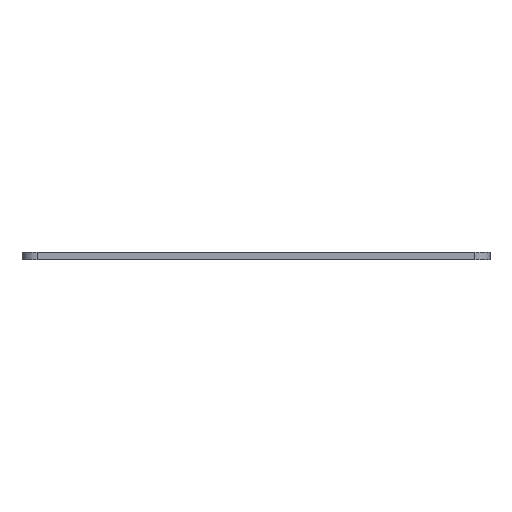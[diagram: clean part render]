
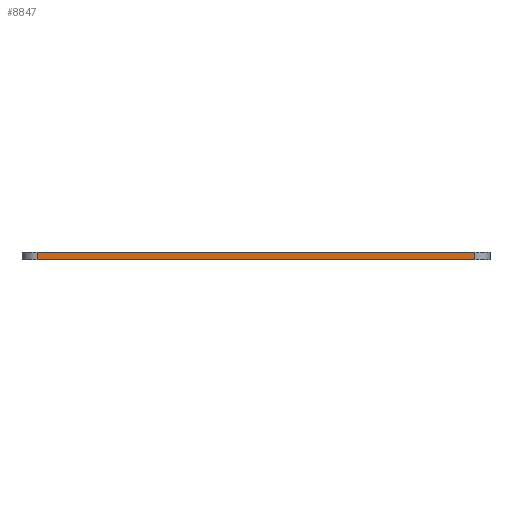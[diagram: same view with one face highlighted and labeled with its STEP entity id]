
A CAD part, front view. The second image highlights one B-rep face of the part: STEP entity #8847.
In plain terms, the highlighted planar face has unit normal (0, -1, 0).
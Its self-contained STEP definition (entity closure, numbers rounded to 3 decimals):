
#84 = PLANE('',#85);
#85 = AXIS2_PLACEMENT_3D('',#86,#87,#88);
#86 = CARTESIAN_POINT('',(85.725,-73.819,1.6));
#87 = DIRECTION('',(0.,0.,1.));
#88 = DIRECTION('',(1.,0.,0.));
#139 = PLANE('',#140);
#140 = AXIS2_PLACEMENT_3D('',#141,#142,#143);
#141 = CARTESIAN_POINT('',(85.725,-73.819,0.));
#142 = DIRECTION('',(0.,0.,1.));
#143 = DIRECTION('',(1.,0.,0.));
#172 = CYLINDRICAL_SURFACE('',#173,3.175);
#173 = AXIS2_PLACEMENT_3D('',#174,#175,#176);
#174 = CARTESIAN_POINT('',(131.763,-111.125,0.));
#175 = DIRECTION('',(0.,0.,-1.));
#176 = DIRECTION('',(1.,0.,0.));
#361 = VERTEX_POINT('',#362);
#362 = CARTESIAN_POINT('',(39.688,-114.3,0.));
#377 = CYLINDRICAL_SURFACE('',#378,3.175);
#378 = AXIS2_PLACEMENT_3D('',#379,#380,#381);
#379 = CARTESIAN_POINT('',(39.688,-111.125,0.));
#380 = DIRECTION('',(0.,0.,-1.));
#381 = DIRECTION('',(1.,0.,0.));
#389 = EDGE_CURVE('',#361,#390,#392,.T.);
#390 = VERTEX_POINT('',#391);
#391 = CARTESIAN_POINT('',(131.763,-114.3,0.));
#392 = SURFACE_CURVE('',#393,(#397,#404),.PCURVE_S1.);
#393 = LINE('',#394,#395);
#394 = CARTESIAN_POINT('',(39.688,-114.3,0.));
#395 = VECTOR('',#396,1.);
#396 = DIRECTION('',(1.,0.,0.));
#397 = PCURVE('',#139,#398);
#398 = DEFINITIONAL_REPRESENTATION('',(#399),#403);
#399 = LINE('',#400,#401);
#400 = CARTESIAN_POINT('',(-46.038,-40.481));
#401 = VECTOR('',#402,1.);
#402 = DIRECTION('',(1.,0.));
#403 = ( GEOMETRIC_REPRESENTATION_CONTEXT(2) 
PARAMETRIC_REPRESENTATION_CONTEXT() REPRESENTATION_CONTEXT('2D SPACE',''
  ) );
#404 = PCURVE('',#405,#410);
#405 = PLANE('',#406);
#406 = AXIS2_PLACEMENT_3D('',#407,#408,#409);
#407 = CARTESIAN_POINT('',(39.688,-114.3,0.));
#408 = DIRECTION('',(0.,1.,0.));
#409 = DIRECTION('',(1.,0.,0.));
#410 = DEFINITIONAL_REPRESENTATION('',(#411),#415);
#411 = LINE('',#412,#413);
#412 = CARTESIAN_POINT('',(0.,0.));
#413 = VECTOR('',#414,1.);
#414 = DIRECTION('',(1.,0.));
#415 = ( GEOMETRIC_REPRESENTATION_CONTEXT(2) 
PARAMETRIC_REPRESENTATION_CONTEXT() REPRESENTATION_CONTEXT('2D SPACE',''
  ) );
#4999 = VERTEX_POINT('',#5000);
#5000 = CARTESIAN_POINT('',(39.688,-114.3,1.6));
#5022 = EDGE_CURVE('',#4999,#5023,#5025,.T.);
#5023 = VERTEX_POINT('',#5024);
#5024 = CARTESIAN_POINT('',(131.763,-114.3,1.6));
#5025 = SURFACE_CURVE('',#5026,(#5030,#5037),.PCURVE_S1.);
#5026 = LINE('',#5027,#5028);
#5027 = CARTESIAN_POINT('',(39.688,-114.3,1.6));
#5028 = VECTOR('',#5029,1.);
#5029 = DIRECTION('',(1.,0.,0.));
#5030 = PCURVE('',#84,#5031);
#5031 = DEFINITIONAL_REPRESENTATION('',(#5032),#5036);
#5032 = LINE('',#5033,#5034);
#5033 = CARTESIAN_POINT('',(-46.038,-40.481));
#5034 = VECTOR('',#5035,1.);
#5035 = DIRECTION('',(1.,0.));
#5036 = ( GEOMETRIC_REPRESENTATION_CONTEXT(2) 
PARAMETRIC_REPRESENTATION_CONTEXT() REPRESENTATION_CONTEXT('2D SPACE',''
  ) );
#5037 = PCURVE('',#405,#5038);
#5038 = DEFINITIONAL_REPRESENTATION('',(#5039),#5043);
#5039 = LINE('',#5040,#5041);
#5040 = CARTESIAN_POINT('',(0.,-1.6));
#5041 = VECTOR('',#5042,1.);
#5042 = DIRECTION('',(1.,0.));
#5043 = ( GEOMETRIC_REPRESENTATION_CONTEXT(2) 
PARAMETRIC_REPRESENTATION_CONTEXT() REPRESENTATION_CONTEXT('2D SPACE',''
  ) );
#8797 = EDGE_CURVE('',#390,#5023,#8798,.T.);
#8798 = SURFACE_CURVE('',#8799,(#8803,#8810),.PCURVE_S1.);
#8799 = LINE('',#8800,#8801);
#8800 = CARTESIAN_POINT('',(131.763,-114.3,0.));
#8801 = VECTOR('',#8802,1.);
#8802 = DIRECTION('',(0.,0.,1.));
#8803 = PCURVE('',#172,#8804);
#8804 = DEFINITIONAL_REPRESENTATION('',(#8805),#8809);
#8805 = LINE('',#8806,#8807);
#8806 = CARTESIAN_POINT('',(-4.712,0.));
#8807 = VECTOR('',#8808,1.);
#8808 = DIRECTION('',(0.,-1.));
#8809 = ( GEOMETRIC_REPRESENTATION_CONTEXT(2) 
PARAMETRIC_REPRESENTATION_CONTEXT() REPRESENTATION_CONTEXT('2D SPACE',''
  ) );
#8810 = PCURVE('',#405,#8811);
#8811 = DEFINITIONAL_REPRESENTATION('',(#8812),#8816);
#8812 = LINE('',#8813,#8814);
#8813 = CARTESIAN_POINT('',(92.075,0.));
#8814 = VECTOR('',#8815,1.);
#8815 = DIRECTION('',(0.,-1.));
#8816 = ( GEOMETRIC_REPRESENTATION_CONTEXT(2) 
PARAMETRIC_REPRESENTATION_CONTEXT() REPRESENTATION_CONTEXT('2D SPACE',''
  ) );
#8847 = ADVANCED_FACE('',(#8848),#405,.F.);
#8848 = FACE_BOUND('',#8849,.F.);
#8849 = EDGE_LOOP('',(#8850,#8871,#8872,#8873));
#8850 = ORIENTED_EDGE('',*,*,#8851,.T.);
#8851 = EDGE_CURVE('',#361,#4999,#8852,.T.);
#8852 = SURFACE_CURVE('',#8853,(#8857,#8864),.PCURVE_S1.);
#8853 = LINE('',#8854,#8855);
#8854 = CARTESIAN_POINT('',(39.688,-114.3,0.));
#8855 = VECTOR('',#8856,1.);
#8856 = DIRECTION('',(0.,0.,1.));
#8857 = PCURVE('',#405,#8858);
#8858 = DEFINITIONAL_REPRESENTATION('',(#8859),#8863);
#8859 = LINE('',#8860,#8861);
#8860 = CARTESIAN_POINT('',(0.,0.));
#8861 = VECTOR('',#8862,1.);
#8862 = DIRECTION('',(0.,-1.));
#8863 = ( GEOMETRIC_REPRESENTATION_CONTEXT(2) 
PARAMETRIC_REPRESENTATION_CONTEXT() REPRESENTATION_CONTEXT('2D SPACE',''
  ) );
#8864 = PCURVE('',#377,#8865);
#8865 = DEFINITIONAL_REPRESENTATION('',(#8866),#8870);
#8866 = LINE('',#8867,#8868);
#8867 = CARTESIAN_POINT('',(-4.712,0.));
#8868 = VECTOR('',#8869,1.);
#8869 = DIRECTION('',(0.,-1.));
#8870 = ( GEOMETRIC_REPRESENTATION_CONTEXT(2) 
PARAMETRIC_REPRESENTATION_CONTEXT() REPRESENTATION_CONTEXT('2D SPACE',''
  ) );
#8871 = ORIENTED_EDGE('',*,*,#5022,.T.);
#8872 = ORIENTED_EDGE('',*,*,#8797,.F.);
#8873 = ORIENTED_EDGE('',*,*,#389,.F.);
